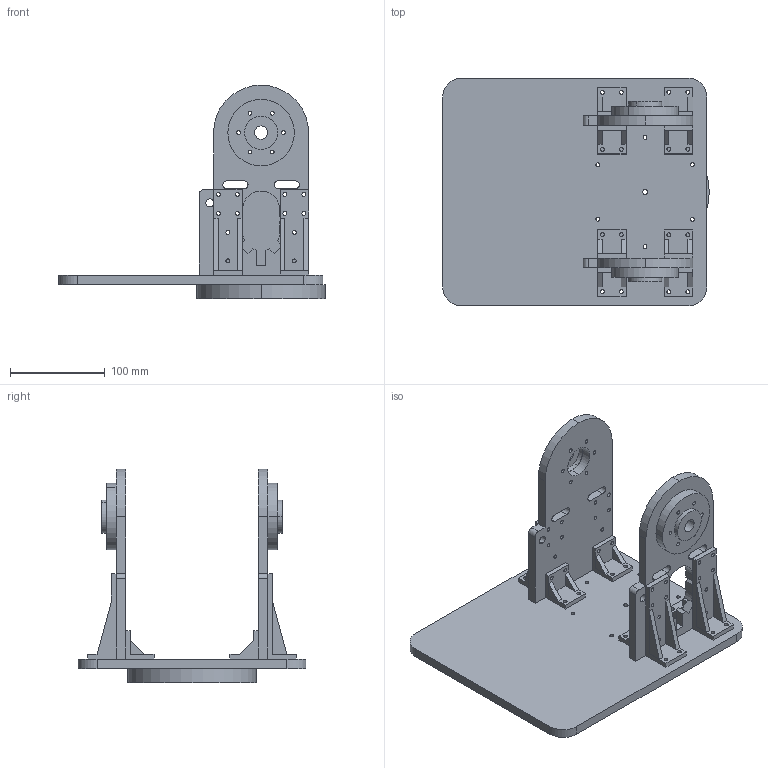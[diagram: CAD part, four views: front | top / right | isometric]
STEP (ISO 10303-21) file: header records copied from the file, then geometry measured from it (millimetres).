
FILE_DESCRIPTION (( 'STEP AP214' ), '1' );
FILE_NAME ('khau1.STEP', '2019-04-24T12:59:40', ( '' ), ( '' ), 'SwSTEP 2.0', 'SolidWorks 2018', '' );
FILE_SCHEMA (( 'AUTOMOTIVE_DESIGN' ));
Length unit declared in the file: millimetre
Products named in the file (8): ke lon; dev2; de duoi; khau1; khau1_trai; khau1_phai; dem co dinh v2; ke nho
Assembly tree (14 placements, depth 2):
  khau1
    de duoi
    dev2
    ke lon  x4
    ke nho  x4
    khau1_phai
    khau1_trai
    dem co dinh v2  x2
Bounding box: 280.5 x 240 x 225 mm (x, y, z)
Volume: 1377824.2 mm3; surface area: 367282.5 mm2
Topology: 22 solids, 22 shells, 555 faces, 1458 edges, 972 vertices
Faces by surface type: cylinder 359, plane 196
Entity records: 13160 total; most frequent: DIRECTION 2194, CARTESIAN_POINT 1948, ORIENTED_EDGE 1896, EDGE_CURVE 948, AXIS2_PLACEMENT_3D 878, VERTEX_POINT 632, EDGE_LOOP 572, CIRCLE 510
